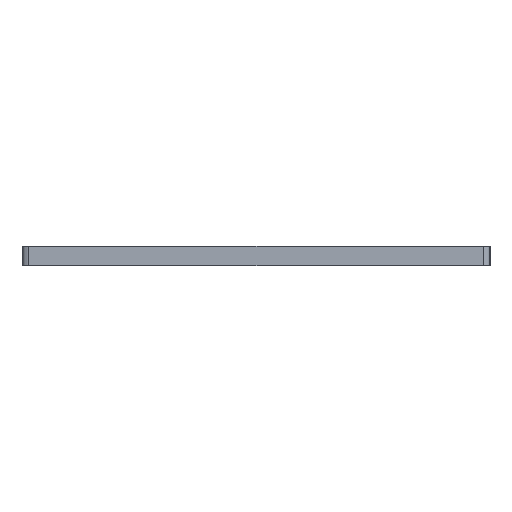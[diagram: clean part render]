
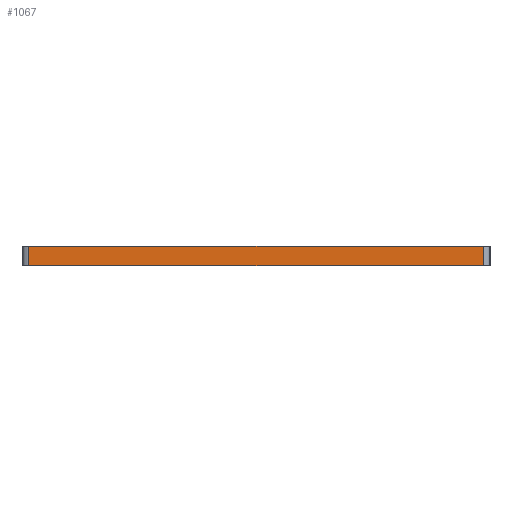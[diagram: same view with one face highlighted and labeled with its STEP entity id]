
A CAD part, left-side view. The second image highlights one B-rep face of the part: STEP entity #1067.
In plain terms, the highlighted planar face has unit normal (-1, 0, 0).
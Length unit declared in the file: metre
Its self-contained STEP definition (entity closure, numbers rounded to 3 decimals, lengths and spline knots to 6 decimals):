
#236=ORIENTED_EDGE('',*,*,#449,.F.);
#237=ORIENTED_EDGE('',*,*,#500,.F.);
#238=ORIENTED_EDGE('',*,*,#391,.T.);
#239=ORIENTED_EDGE('',*,*,#499,.T.);
#391=EDGE_CURVE('',#544,#543,#637,.T.);
#449=EDGE_CURVE('',#601,#602,#682,.T.);
#499=EDGE_CURVE('',#543,#602,#715,.T.);
#500=EDGE_CURVE('',#544,#601,#716,.T.);
#543=VERTEX_POINT('',#1547);
#544=VERTEX_POINT('',#1549);
#601=VERTEX_POINT('',#1664);
#602=VERTEX_POINT('',#1666);
#637=LINE('',#1548,#749);
#682=LINE('',#1665,#794);
#715=LINE('',#1760,#827);
#716=LINE('',#1762,#828);
#749=VECTOR('',#1242,1.);
#794=VECTOR('',#1315,1.);
#827=VECTOR('',#1412,1.);
#828=VECTOR('',#1415,1.);
#895=EDGE_LOOP('',(#236,#237,#238,#239));
#975=FACE_BOUND('',#895,.T.);
#1031=PLANE('',#1176);
#1067=ADVANCED_FACE('',(#975),#1031,.T.);
#1176=AXIS2_PLACEMENT_3D('',#1761,#1413,#1414);
#1242=DIRECTION('',(0.,1.,0.));
#1315=DIRECTION('',(0.,1.,0.));
#1412=DIRECTION('',(0.,0.,-1.));
#1413=DIRECTION('',(-1.,0.,0.));
#1414=DIRECTION('',(0.,0.,1.));
#1415=DIRECTION('',(0.,0.,-1.));
#1547=CARTESIAN_POINT('',(-0.050243,0.035414,0.018604));
#1548=CARTESIAN_POINT('',(-0.050243,0.,0.018604));
#1549=CARTESIAN_POINT('',(-0.050243,-0.035414,0.018604));
#1664=CARTESIAN_POINT('',(-0.050243,-0.035414,0.015604));
#1665=CARTESIAN_POINT('',(-0.050243,0.,0.015604));
#1666=CARTESIAN_POINT('',(-0.050243,0.035414,0.015604));
#1760=CARTESIAN_POINT('',(-0.050243,0.035414,0.018604));
#1761=CARTESIAN_POINT('',(-0.050243,0.,0.018604));
#1762=CARTESIAN_POINT('',(-0.050243,-0.035414,0.018604));
